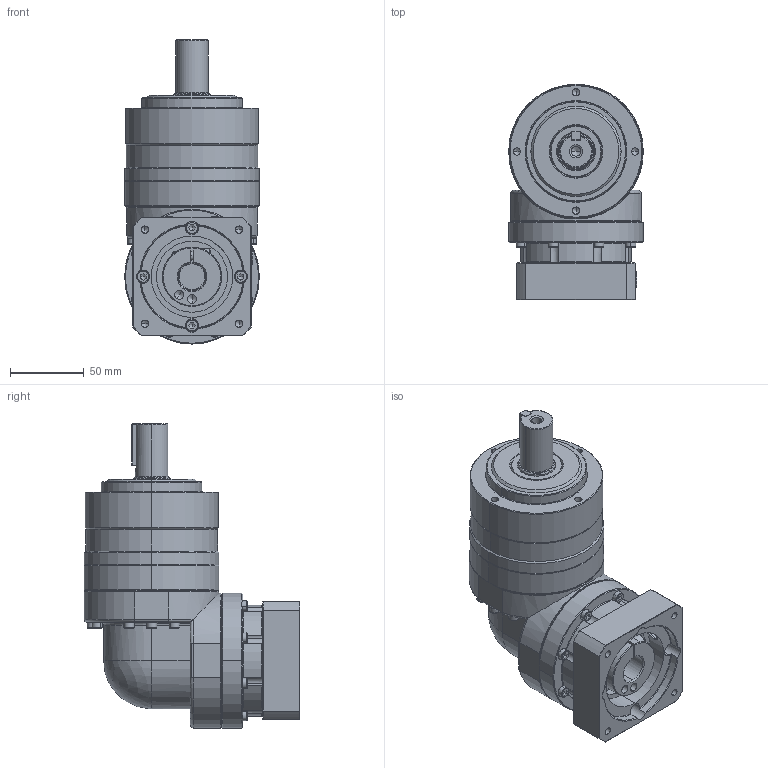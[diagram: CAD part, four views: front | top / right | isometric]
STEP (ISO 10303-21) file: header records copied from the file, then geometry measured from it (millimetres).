
FILE_DESCRIPTION (( 'STEP AP214' ), '1' );
FILE_NAME ('PGB090-10A3.STEP', '2015-05-04T18:14:52', ( '' ), ( '' ), 'SwSTEP 2.0', 'SolidWorks 2014', '' );
FILE_SCHEMA (( 'AUTOMOTIVE_DESIGN' ));
Length unit declared in the file: inch
Products named in the file (1): PGB090-10A3
Bounding box: 91 x 145.5 x 205.5 mm (x, y, z)
Volume: 1142520.4 mm3; surface area: 98833.1 mm2
Topology: 1 solids, 9 shells, 711 faces, 1844 edges, 1144 vertices
Faces by surface type: plane 284, cylinder 195, cone 136, torus 94, sphere 2
Entity records: 26194 total; most frequent: CARTESIAN_POINT 4811, DIRECTION 3649, ORIENTED_EDGE 3546, EDGE_CURVE 1773, AXIS2_PLACEMENT_3D 1456, VERTEX_POINT 1142, EDGE_LOOP 795, CIRCLE 744
